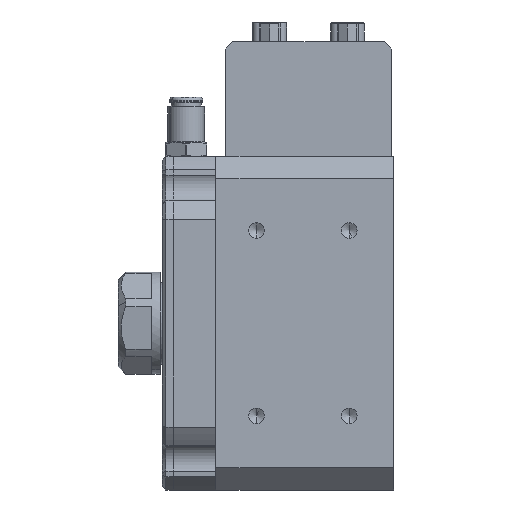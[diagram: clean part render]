
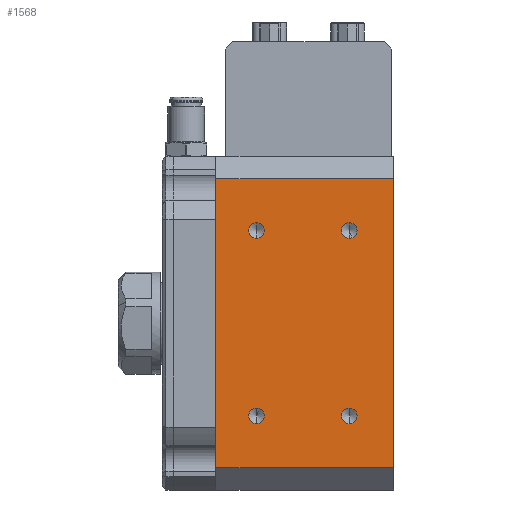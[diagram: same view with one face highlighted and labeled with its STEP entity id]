
A CAD part, left-side view. The second image highlights one B-rep face of the part: STEP entity #1568.
In plain terms, the highlighted planar face has unit normal (-1, 0, 0).
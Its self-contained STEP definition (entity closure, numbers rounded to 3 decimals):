
#30 = CIRCLE ( 'NONE', #21141, 2.1 ) ;
#1055 = DIRECTION ( 'NONE',  ( -1., 0., 0. ) ) ;
#1568 = ADVANCED_FACE ( 'NONE', ( #9528, #56203, #8064, #10302, #43890 ), #16766, .F. ) ;
#1570 = CIRCLE ( 'NONE', #1836, 2.1 ) ;
#1836 = AXIS2_PLACEMENT_3D ( 'NONE', #24112, #1055, #42503 ) ;
#2279 = ORIENTED_EDGE ( 'NONE', *, *, #58974, .F. ) ;
#2778 = DIRECTION ( 'NONE',  ( 0., 0., 1. ) ) ;
#2928 = DIRECTION ( 'NONE',  ( 1., 0., 0. ) ) ;
#3677 = DIRECTION ( 'NONE',  ( 0., -1., 0. ) ) ;
#4000 = CIRCLE ( 'NONE', #38226, 2.1 ) ;
#4337 = DIRECTION ( 'NONE',  ( -1., 0., 0. ) ) ;
#4356 = CARTESIAN_POINT ( 'NONE',  ( -45., 12., -22.9 ) ) ;
#5298 = LINE ( 'NONE', #25797, #51275 ) ;
#5454 = CIRCLE ( 'NONE', #23903, 2.1 ) ;
#5787 = AXIS2_PLACEMENT_3D ( 'NONE', #7363, #2928, #44739 ) ;
#6052 = EDGE_LOOP ( 'NONE', ( #42172, #17166 ) ) ;
#6056 = EDGE_CURVE ( 'NONE', #51847, #9999, #8688, .T. ) ;
#6904 = CARTESIAN_POINT ( 'NONE',  ( -45., 37., 27.1 ) ) ;
#6989 = CARTESIAN_POINT ( 'NONE',  ( -45., 0., -39. ) ) ;
#7363 = CARTESIAN_POINT ( 'NONE',  ( -45., 48., -39. ) ) ;
#8064 = FACE_BOUND ( 'NONE', #46364, .T. ) ;
#8170 = AXIS2_PLACEMENT_3D ( 'NONE', #21188, #12171, #30756 ) ;
#8688 = CIRCLE ( 'NONE', #41176, 2.1 ) ;
#9528 = FACE_BOUND ( 'NONE', #6052, .T. ) ;
#9717 = CARTESIAN_POINT ( 'NONE',  ( -45., 12., 27.1 ) ) ;
#9999 = VERTEX_POINT ( 'NONE', #14044 ) ;
#10302 = FACE_BOUND ( 'NONE', #59766, .T. ) ;
#10757 = VERTEX_POINT ( 'NONE', #33726 ) ;
#11108 = EDGE_LOOP ( 'NONE', ( #2279, #39807 ) ) ;
#12171 = DIRECTION ( 'NONE',  ( -1., 0., 0. ) ) ;
#13679 = DIRECTION ( 'NONE',  ( 0., 0., 1. ) ) ;
#14044 = CARTESIAN_POINT ( 'NONE',  ( -45., 12., 22.9 ) ) ;
#14203 = CIRCLE ( 'NONE', #29067, 2.1 ) ;
#14414 = VERTEX_POINT ( 'NONE', #24172 ) ;
#14493 = DIRECTION ( 'NONE',  ( -1., 0., 0. ) ) ;
#14707 = EDGE_CURVE ( 'NONE', #30958, #50788, #5454, .T. ) ;
#15198 = DIRECTION ( 'NONE',  ( 0., 0., 1. ) ) ;
#15210 = CIRCLE ( 'NONE', #59631, 2.1 ) ;
#16507 = CARTESIAN_POINT ( 'NONE',  ( -45., 37., -27.1 ) ) ;
#16587 = DIRECTION ( 'NONE',  ( 0., -1., 0. ) ) ;
#16766 = PLANE ( 'NONE',  #5787 ) ;
#17166 = ORIENTED_EDGE ( 'NONE', *, *, #50410, .F. ) ;
#17334 = EDGE_LOOP ( 'NONE', ( #39377, #41654, #36159, #21808 ) ) ;
#18398 = CARTESIAN_POINT ( 'NONE',  ( -45., 0., -39. ) ) ;
#19269 = VECTOR ( 'NONE', #58142, 1000. ) ;
#21141 = AXIS2_PLACEMENT_3D ( 'NONE', #56829, #14493, #46940 ) ;
#21188 = CARTESIAN_POINT ( 'NONE',  ( -45., 37., -25. ) ) ;
#21202 = CARTESIAN_POINT ( 'NONE',  ( -45., 48., -39. ) ) ;
#21808 = ORIENTED_EDGE ( 'NONE', *, *, #35206, .T. ) ;
#21847 = CARTESIAN_POINT ( 'NONE',  ( -45., 12., -25. ) ) ;
#22415 = CARTESIAN_POINT ( 'NONE',  ( -45., 48., -39. ) ) ;
#23903 = AXIS2_PLACEMENT_3D ( 'NONE', #27765, #4337, #13679 ) ;
#23952 = VERTEX_POINT ( 'NONE', #16507 ) ;
#24112 = CARTESIAN_POINT ( 'NONE',  ( -45., 37., 25. ) ) ;
#24172 = CARTESIAN_POINT ( 'NONE',  ( -45., 37., -22.9 ) ) ;
#25001 = ORIENTED_EDGE ( 'NONE', *, *, #57537, .F. ) ;
#25797 = CARTESIAN_POINT ( 'NONE',  ( -45., 48., 39. ) ) ;
#27510 = CARTESIAN_POINT ( 'NONE',  ( -45., 37., 22.9 ) ) ;
#27765 = CARTESIAN_POINT ( 'NONE',  ( -45., 37., 25. ) ) ;
#27840 = EDGE_CURVE ( 'NONE', #45807, #52969, #58501, .T. ) ;
#28874 = DIRECTION ( 'NONE',  ( -1., 0., 0. ) ) ;
#29067 = AXIS2_PLACEMENT_3D ( 'NONE', #21847, #55015, #35949 ) ;
#30003 = EDGE_CURVE ( 'NONE', #23952, #14414, #52270, .T. ) ;
#30194 = LINE ( 'NONE', #6989, #19269 ) ;
#30756 = DIRECTION ( 'NONE',  ( 0., 0., 1. ) ) ;
#30895 = CARTESIAN_POINT ( 'NONE',  ( -45., 12., -25. ) ) ;
#30958 = VERTEX_POINT ( 'NONE', #6904 ) ;
#32882 = EDGE_CURVE ( 'NONE', #9999, #51847, #15210, .T. ) ;
#33726 = CARTESIAN_POINT ( 'NONE',  ( -45., 0., 39. ) ) ;
#34398 = ORIENTED_EDGE ( 'NONE', *, *, #48581, .F. ) ;
#34401 = CARTESIAN_POINT ( 'NONE',  ( -45., 12., 25. ) ) ;
#35206 = EDGE_CURVE ( 'NONE', #45807, #55562, #55698, .T. ) ;
#35949 = DIRECTION ( 'NONE',  ( 0., 0., 1. ) ) ;
#36159 = ORIENTED_EDGE ( 'NONE', *, *, #27840, .F. ) ;
#38226 = AXIS2_PLACEMENT_3D ( 'NONE', #30895, #58794, #2778 ) ;
#38696 = ORIENTED_EDGE ( 'NONE', *, *, #32882, .F. ) ;
#39377 = ORIENTED_EDGE ( 'NONE', *, *, #52438, .T. ) ;
#39807 = ORIENTED_EDGE ( 'NONE', *, *, #30003, .F. ) ;
#40020 = EDGE_CURVE ( 'NONE', #52969, #10757, #5298, .T. ) ;
#40289 = CARTESIAN_POINT ( 'NONE',  ( -45., 12., -27.1 ) ) ;
#41176 = AXIS2_PLACEMENT_3D ( 'NONE', #43386, #43193, #15198 ) ;
#41541 = DIRECTION ( 'NONE',  ( 0., 0., 1. ) ) ;
#41654 = ORIENTED_EDGE ( 'NONE', *, *, #40020, .F. ) ;
#42172 = ORIENTED_EDGE ( 'NONE', *, *, #14707, .F. ) ;
#42503 = DIRECTION ( 'NONE',  ( 0., 0., 1. ) ) ;
#43193 = DIRECTION ( 'NONE',  ( -1., 0., 0. ) ) ;
#43386 = CARTESIAN_POINT ( 'NONE',  ( -45., 12., 25. ) ) ;
#43890 = FACE_OUTER_BOUND ( 'NONE', #17334, .T. ) ;
#44606 = VERTEX_POINT ( 'NONE', #4356 ) ;
#44739 = DIRECTION ( 'NONE',  ( 0., 0., -1. ) ) ;
#45807 = VERTEX_POINT ( 'NONE', #21202 ) ;
#46158 = VECTOR ( 'NONE', #41541, 1000. ) ;
#46364 = EDGE_LOOP ( 'NONE', ( #34398, #25001 ) ) ;
#46940 = DIRECTION ( 'NONE',  ( 0., 0., 1. ) ) ;
#48581 = EDGE_CURVE ( 'NONE', #44606, #52754, #14203, .T. ) ;
#49160 = ORIENTED_EDGE ( 'NONE', *, *, #6056, .F. ) ;
#50410 = EDGE_CURVE ( 'NONE', #50788, #30958, #1570, .T. ) ;
#50788 = VERTEX_POINT ( 'NONE', #27510 ) ;
#51275 = VECTOR ( 'NONE', #16587, 1000. ) ;
#51460 = CARTESIAN_POINT ( 'NONE',  ( -45., 48., 39. ) ) ;
#51847 = VERTEX_POINT ( 'NONE', #9717 ) ;
#52270 = CIRCLE ( 'NONE', #8170, 2.1 ) ;
#52438 = EDGE_CURVE ( 'NONE', #55562, #10757, #30194, .T. ) ;
#52754 = VERTEX_POINT ( 'NONE', #40289 ) ;
#52969 = VERTEX_POINT ( 'NONE', #51460 ) ;
#55015 = DIRECTION ( 'NONE',  ( -1., 0., 0. ) ) ;
#55562 = VERTEX_POINT ( 'NONE', #18398 ) ;
#55698 = LINE ( 'NONE', #22415, #56404 ) ;
#56203 = FACE_BOUND ( 'NONE', #11108, .T. ) ;
#56404 = VECTOR ( 'NONE', #3677, 1000. ) ;
#56829 = CARTESIAN_POINT ( 'NONE',  ( -45., 37., -25. ) ) ;
#57537 = EDGE_CURVE ( 'NONE', #52754, #44606, #4000, .T. ) ;
#57561 = DIRECTION ( 'NONE',  ( 0., 0., 1. ) ) ;
#58142 = DIRECTION ( 'NONE',  ( 0., 0., 1. ) ) ;
#58480 = CARTESIAN_POINT ( 'NONE',  ( -45., 48., -39. ) ) ;
#58501 = LINE ( 'NONE', #58480, #46158 ) ;
#58794 = DIRECTION ( 'NONE',  ( -1., 0., 0. ) ) ;
#58974 = EDGE_CURVE ( 'NONE', #14414, #23952, #30, .T. ) ;
#59631 = AXIS2_PLACEMENT_3D ( 'NONE', #34401, #28874, #57561 ) ;
#59766 = EDGE_LOOP ( 'NONE', ( #49160, #38696 ) ) ;
